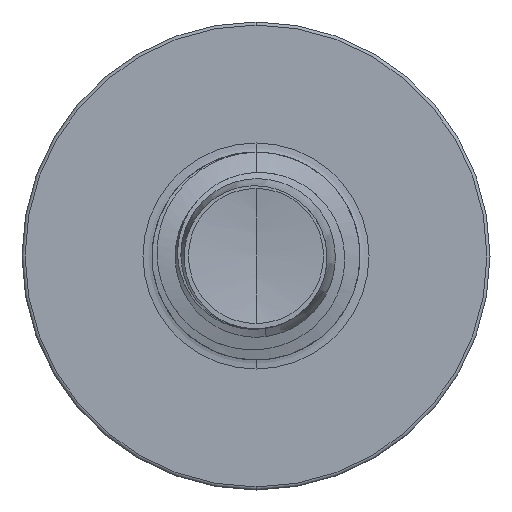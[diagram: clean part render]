
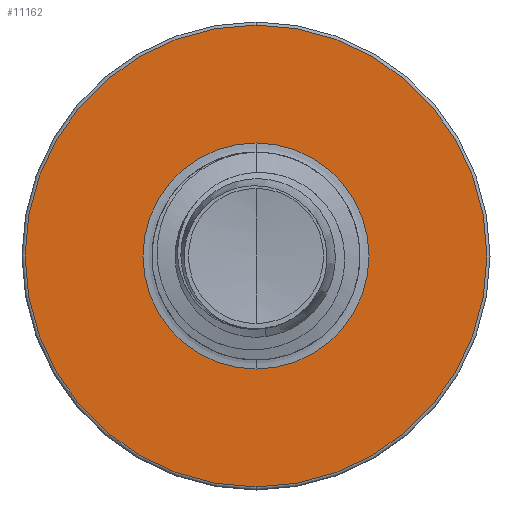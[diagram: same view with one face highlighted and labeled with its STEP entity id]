
A CAD part, front view. The second image highlights one B-rep face of the part: STEP entity #11162.
In plain terms, the highlighted planar face has unit normal (0, -1, 0).
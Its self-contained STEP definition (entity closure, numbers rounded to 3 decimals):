
#1589 = DIRECTION ( 'NONE',  ( 0., 0., 1. ) ) ;
#1616 = DIRECTION ( 'NONE',  ( 0., 1., 0. ) ) ;
#1686 = VERTEX_POINT ( 'NONE', #3437 ) ;
#1691 = CARTESIAN_POINT ( 'NONE',  ( 0., 5., 0. ) ) ;
#1962 = DIRECTION ( 'NONE',  ( 0., 0., 1. ) ) ;
#1987 = DIRECTION ( 'NONE',  ( 0., 1., 0. ) ) ;
#2174 = CARTESIAN_POINT ( 'NONE',  ( 0., 5., -2.174 ) ) ;
#2236 = PLANE ( 'NONE',  #14858 ) ;
#3067 = CARTESIAN_POINT ( 'NONE',  ( 0., 5., -4.44 ) ) ;
#3437 = CARTESIAN_POINT ( 'NONE',  ( 0., 5., -2.174 ) ) ;
#3560 = VERTEX_POINT ( 'NONE', #11900 ) ;
#3705 = DIRECTION ( 'NONE',  ( 0., 0., 1. ) ) ;
#3726 = DIRECTION ( 'NONE',  ( 0., 1., 0. ) ) ;
#3732 = CARTESIAN_POINT ( 'NONE',  ( 0., 5., 0. ) ) ;
#8947 = DIRECTION ( 'NONE',  ( 0., 1., 0. ) ) ;
#8969 = FACE_BOUND ( 'NONE', #12528, .T. ) ;
#9015 = EDGE_CURVE ( 'NONE', #3560, #16742, #12484, .T. ) ;
#10717 = AXIS2_PLACEMENT_3D ( 'NONE', #3732, #3726, #3705 ) ;
#11162 = ADVANCED_FACE ( 'NONE', ( #16156, #8969 ), #2236, .F. ) ;
#11214 = EDGE_CURVE ( 'NONE', #15821, #1686, #18096, .T. ) ;
#11741 = EDGE_CURVE ( 'NONE', #16742, #3560, #16659, .T. ) ;
#11900 = CARTESIAN_POINT ( 'NONE',  ( 0., 5., 4.44 ) ) ;
#12484 = CIRCLE ( 'NONE', #10717, 4.44 ) ;
#12528 = EDGE_LOOP ( 'NONE', ( #15711, #15381 ) ) ;
#12642 = CIRCLE ( 'NONE', #17861, 2.174 ) ;
#13068 = ORIENTED_EDGE ( 'NONE', *, *, #9015, .F. ) ;
#13832 = EDGE_CURVE ( 'NONE', #1686, #15821, #12642, .T. ) ;
#14412 = EDGE_LOOP ( 'NONE', ( #13068, #15998 ) ) ;
#14580 = CARTESIAN_POINT ( 'NONE',  ( 0., 5., 2.174 ) ) ;
#14858 = AXIS2_PLACEMENT_3D ( 'NONE', #2174, #1987, #1962 ) ;
#15377 = AXIS2_PLACEMENT_3D ( 'NONE', #16237, #16233, #16225 ) ;
#15381 = ORIENTED_EDGE ( 'NONE', *, *, #13832, .T. ) ;
#15664 = AXIS2_PLACEMENT_3D ( 'NONE', #1691, #1616, #1589 ) ;
#15711 = ORIENTED_EDGE ( 'NONE', *, *, #11214, .T. ) ;
#15821 = VERTEX_POINT ( 'NONE', #14580 ) ;
#15998 = ORIENTED_EDGE ( 'NONE', *, *, #11741, .F. ) ;
#16156 = FACE_OUTER_BOUND ( 'NONE', #14412, .T. ) ;
#16225 = DIRECTION ( 'NONE',  ( 0., 0., 1. ) ) ;
#16233 = DIRECTION ( 'NONE',  ( 0., 1., 0. ) ) ;
#16237 = CARTESIAN_POINT ( 'NONE',  ( 0., 5., 0. ) ) ;
#16531 = CARTESIAN_POINT ( 'NONE',  ( 0., 5., 0. ) ) ;
#16659 = CIRCLE ( 'NONE', #15377, 4.44 ) ;
#16742 = VERTEX_POINT ( 'NONE', #3067 ) ;
#17594 = DIRECTION ( 'NONE',  ( 0., 0., 1. ) ) ;
#17861 = AXIS2_PLACEMENT_3D ( 'NONE', #16531, #8947, #17594 ) ;
#18096 = CIRCLE ( 'NONE', #15664, 2.174 ) ;
